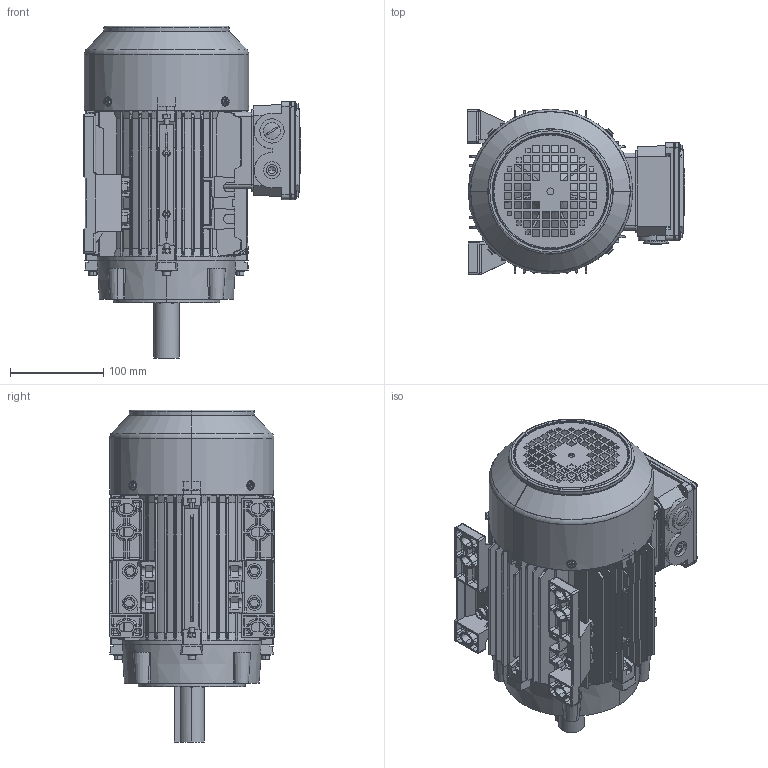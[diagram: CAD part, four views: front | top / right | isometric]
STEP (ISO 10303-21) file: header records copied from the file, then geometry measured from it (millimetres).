
FILE_DESCRIPTION(('FreeCAD Model'),'2;1');
FILE_NAME('NEMA140TC F0.step', '2018-02-16T15:55:42',('Author'),(''), 'Open CASCADE STEP processor 6.8','FreeCAD','Unknown');
FILE_SCHEMA(('AUTOMOTIVE_DESIGN_CC2 { 1 2 10303 214 -1 1 5 4 }'));
Length unit declared in the file: millimetre
Products named in the file (81): ASSEMBLY; 菁褐坶踡蹟譫M8; 諉華蹟隊M4X6; 坶ヶ綴裔M5X30; 坶ヶ綴裔M5X032; TA90瑞珔; 諉華喘倛菜え朴4; 瑞欶蹟隊M4X6; NEMA145T蛌粣; 瑞欶蹟隊M4X008; 瑞欶蹟隊M4X009; 諉盄碟裔蹟隊M4X015; 諉盄碟裔蹟隊M4X013; TA90瑞欶; 防水圈25X46X2; 諉盄碟裔蹟隊M4X014; 205粣創001; 坶ヶ綴裔M5X031; TA90綴傷裔; 坶ヶ綴裔M5X033; NEMA140KTC楊擘傷裔; 瑞欶蹟隊M4X007; 205粣創; TA205粣創揤啣; TA90瑞珔縐嘀; 嘎殤蚐猾25X37X7; 嘎殤蚐猾25X37X008; 坶ヶ綴裔M5X036; 坶粣創揤啣M5X026; ヶ綴裔蹟譫M5; TA90啞伎蹟杶; 波形垫圈D52(6205); ヶ綴裔喘倛菜え朴008; 坶ヶ綴裔M5X035; ヶ綴裔蹟譫M008; 坶粣創揤啣M5X25; 坶粣創揤啣M5X027; ヶ綴裔喘倛菜え朴010; ヶ綴裔喘倛菜え朴006; 坶ヶ綴裔M5X034 ...
Assembly tree (80 placements, depth 2):
  ASSEMBLY
    菁褐坶踡蹟譫M8
    諉華蹟隊M4X6
    坶ヶ綴裔M5X30
    坶ヶ綴裔M5X032
    TA90瑞珔
    諉華喘倛菜え朴4
    瑞欶蹟隊M4X6
    NEMA145T蛌粣
    瑞欶蹟隊M4X008
    瑞欶蹟隊M4X009
    諉盄碟裔蹟隊M4X015
    諉盄碟裔蹟隊M4X013
    TA90瑞欶
    防水圈25X46X2
    諉盄碟裔蹟隊M4X014
    205粣創001
    坶ヶ綴裔M5X031
    TA90綴傷裔
    坶ヶ綴裔M5X033
    NEMA140KTC楊擘傷裔
    瑞欶蹟隊M4X007
    205粣創
    TA205粣創揤啣
    TA90瑞珔縐嘀
    嘎殤蚐猾25X37X7
    嘎殤蚐猾25X37X008
    坶ヶ綴裔M5X036
    坶粣創揤啣M5X026
    ヶ綴裔蹟譫M5
    TA90啞伎蹟杶
    波形垫圈D52(6205)
    ヶ綴裔喘倛菜え朴008
    坶ヶ綴裔M5X035
    ヶ綴裔蹟譫M008
    坶粣創揤啣M5X25
    坶粣創揤啣M5X027
    ヶ綴裔喘倛菜え朴010
    ヶ綴裔喘倛菜え朴006
    坶ヶ綴裔M5X034
    ヶ綴裔喘倛菜え朴012
    ヶ綴裔喘倛菜え朴011
    ヶ綴裔蹟譫M006
    ヶ綴裔喘倛菜え朴007
    ヶ綴裔喘倛菜え朴5
    ヶ綴裔喘倛菜え朴009
    ヶ綴裔蹟譫M007
    ヶ綴裔蹟譫M010
    ヶ綴裔蹟譫M011
    ヶ綴裔蹟譫M009
    坶綴裔M5X20
    80す瑩B
    坶菁褐M8X27
    菁褐坶踡蹟譫M011
    坶菁褐M8X028
    坶菁褐M8X030
    菁褐粟銅菜え朴010
    坶菁褐M8X029
    菁褐坶踡蹟譫M010
    菁褐粟銅菜え朴011
Bounding box: 232.35 x 177.48 x 355.45 mm (x, y, z)
Volume: 1489661.6 mm3; surface area: 989751.1 mm2
Topology: 80 solids, 80 shells, 4380 faces, 11349 edges, 7185 vertices
Faces by surface type: plane 2306, cylinder 1364, cone 330, torus 226, sphere 98, bspline 54, revolution 2
Entity records: 498616 total; most frequent: CARTESIAN_POINT 289542, DIRECTION 33304, ORIENTED_EDGE 22436, PCURVE 22436, DEFINITIONAL_REPRESENTATION 22436, LINE 17253, VECTOR 17253, EDGE_CURVE 11218
